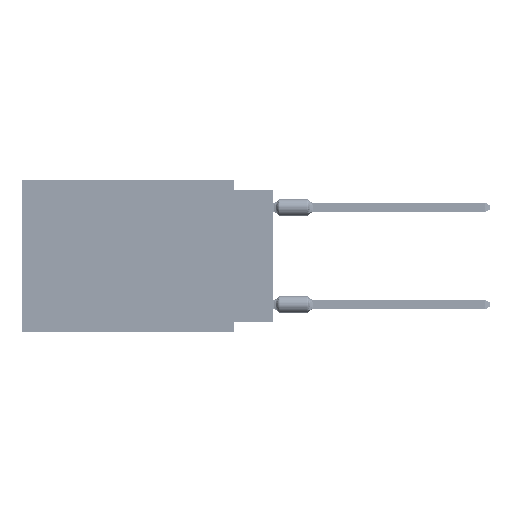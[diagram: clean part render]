
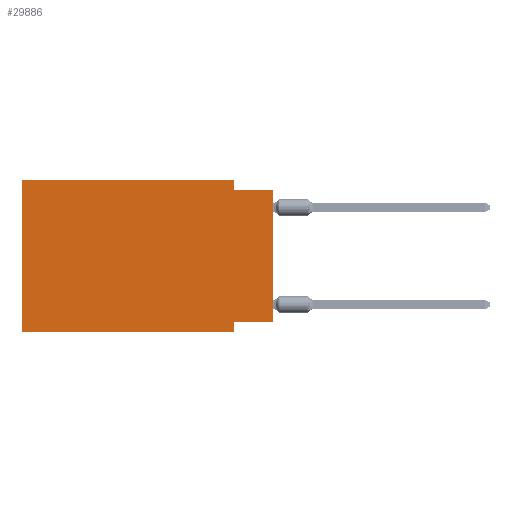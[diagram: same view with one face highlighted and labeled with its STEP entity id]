
A CAD part, left-side view. The second image highlights one B-rep face of the part: STEP entity #29886.
In plain terms, the highlighted planar face has unit normal (-1, 0, 0).
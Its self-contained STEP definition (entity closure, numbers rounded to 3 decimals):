
#908 = ORIENTED_EDGE ( 'NONE', *, *, #51246, .T. ) ;
#1534 = CARTESIAN_POINT ( 'NONE',  ( 0., 16.383, 0. ) ) ;
#3343 = VECTOR ( 'NONE', #51402, 1000. ) ;
#7547 = LINE ( 'NONE', #65942, #47684 ) ;
#7594 = CARTESIAN_POINT ( 'NONE',  ( 0., 16.383, 0. ) ) ;
#8724 = ORIENTED_EDGE ( 'NONE', *, *, #46884, .F. ) ;
#10921 = LINE ( 'NONE', #24759, #70874 ) ;
#11062 = CARTESIAN_POINT ( 'NONE',  ( 0., 16.383, -9.906 ) ) ;
#12343 = CARTESIAN_POINT ( 'NONE',  ( 0., 16.383, 0. ) ) ;
#17268 = DIRECTION ( 'NONE',  ( 0., 0., -1. ) ) ;
#17888 = LINE ( 'NONE', #69167, #80790 ) ;
#19813 = ORIENTED_EDGE ( 'NONE', *, *, #27313, .F. ) ;
#20519 = CARTESIAN_POINT ( 'NONE',  ( 0., 0., -0.635 ) ) ;
#20960 = ORIENTED_EDGE ( 'NONE', *, *, #59573, .F. ) ;
#23169 = FACE_OUTER_BOUND ( 'NONE', #70386, .T. ) ;
#24752 = AXIS2_PLACEMENT_3D ( 'NONE', #30696, #49214, #17268 ) ;
#24759 = CARTESIAN_POINT ( 'NONE',  ( 0., 2.54, 0. ) ) ;
#27313 = EDGE_CURVE ( 'NONE', #73634, #38091, #17888, .T. ) ;
#29822 = DIRECTION ( 'NONE',  ( 0., 0., -1. ) ) ;
#29886 = ADVANCED_FACE ( 'NONE', ( #23169 ), #74021, .F. ) ;
#30696 = CARTESIAN_POINT ( 'NONE',  ( 0., 16.383, 0. ) ) ;
#30833 = LINE ( 'NONE', #12343, #56711 ) ;
#32654 = EDGE_CURVE ( 'NONE', #63537, #49389, #70731, .T. ) ;
#32660 = DIRECTION ( 'NONE',  ( 0., -1., 0. ) ) ;
#32783 = VECTOR ( 'NONE', #39748, 1000. ) ;
#33505 = LINE ( 'NONE', #52417, #52456 ) ;
#36974 = ORIENTED_EDGE ( 'NONE', *, *, #37847, .F. ) ;
#37847 = EDGE_CURVE ( 'NONE', #44022, #73634, #10921, .T. ) ;
#38091 = VERTEX_POINT ( 'NONE', #20519 ) ;
#39062 = DIRECTION ( 'NONE',  ( 0., 1., 0. ) ) ;
#39748 = DIRECTION ( 'NONE',  ( 0., 0., 1. ) ) ;
#40157 = LINE ( 'NONE', #1534, #32783 ) ;
#41846 = CARTESIAN_POINT ( 'NONE',  ( 0., 2.54, -9.906 ) ) ;
#44022 = VERTEX_POINT ( 'NONE', #59958 ) ;
#44686 = CARTESIAN_POINT ( 'NONE',  ( 0., 2.54, -9.906 ) ) ;
#46884 = EDGE_CURVE ( 'NONE', #69636, #63537, #7547, .T. ) ;
#47684 = VECTOR ( 'NONE', #39062, 1000. ) ;
#49214 = DIRECTION ( 'NONE',  ( 1., 0., 0. ) ) ;
#49389 = VERTEX_POINT ( 'NONE', #41846 ) ;
#49936 = CARTESIAN_POINT ( 'NONE',  ( 0., 0., 0. ) ) ;
#51148 = ORIENTED_EDGE ( 'NONE', *, *, #79633, .T. ) ;
#51246 = EDGE_CURVE ( 'NONE', #69636, #38091, #57477, .T. ) ;
#51402 = DIRECTION ( 'NONE',  ( 0., 0., -1. ) ) ;
#52417 = CARTESIAN_POINT ( 'NONE',  ( 0., 16.383, -9.906 ) ) ;
#52456 = VECTOR ( 'NONE', #32660, 1000. ) ;
#52457 = CARTESIAN_POINT ( 'NONE',  ( 0., 2.54, -0.635 ) ) ;
#56711 = VECTOR ( 'NONE', #56872, 1000. ) ;
#56872 = DIRECTION ( 'NONE',  ( 0., -1., 0. ) ) ;
#57065 = DIRECTION ( 'NONE',  ( 0., 0., 1. ) ) ;
#57477 = LINE ( 'NONE', #49936, #74826 ) ;
#59573 = EDGE_CURVE ( 'NONE', #65714, #77141, #40157, .T. ) ;
#59958 = CARTESIAN_POINT ( 'NONE',  ( 0., 2.54, 0. ) ) ;
#63537 = VERTEX_POINT ( 'NONE', #71637 ) ;
#64072 = ORIENTED_EDGE ( 'NONE', *, *, #32654, .F. ) ;
#65714 = VERTEX_POINT ( 'NONE', #11062 ) ;
#65942 = CARTESIAN_POINT ( 'NONE',  ( 0., 0., -9.271 ) ) ;
#69167 = CARTESIAN_POINT ( 'NONE',  ( 0., 0., -0.635 ) ) ;
#69636 = VERTEX_POINT ( 'NONE', #76712 ) ;
#70386 = EDGE_LOOP ( 'NONE', ( #908, #19813, #36974, #83013, #20960, #51148, #64072, #8724 ) ) ;
#70731 = LINE ( 'NONE', #44686, #3343 ) ;
#70874 = VECTOR ( 'NONE', #29822, 1000. ) ;
#71637 = CARTESIAN_POINT ( 'NONE',  ( 0., 2.54, -9.271 ) ) ;
#73634 = VERTEX_POINT ( 'NONE', #52457 ) ;
#74021 = PLANE ( 'NONE',  #24752 ) ;
#74826 = VECTOR ( 'NONE', #57065, 1000. ) ;
#76712 = CARTESIAN_POINT ( 'NONE',  ( 0., 0., -9.271 ) ) ;
#77141 = VERTEX_POINT ( 'NONE', #7594 ) ;
#79633 = EDGE_CURVE ( 'NONE', #65714, #49389, #33505, .T. ) ;
#80790 = VECTOR ( 'NONE', #81773, 1000. ) ;
#81773 = DIRECTION ( 'NONE',  ( 0., -1., 0. ) ) ;
#82155 = EDGE_CURVE ( 'NONE', #77141, #44022, #30833, .T. ) ;
#83013 = ORIENTED_EDGE ( 'NONE', *, *, #82155, .F. ) ;
